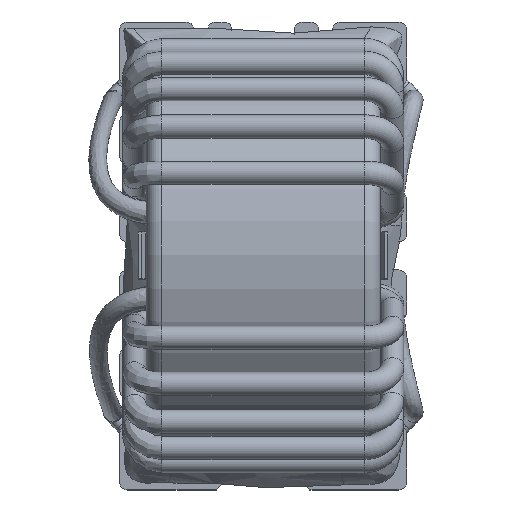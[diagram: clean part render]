
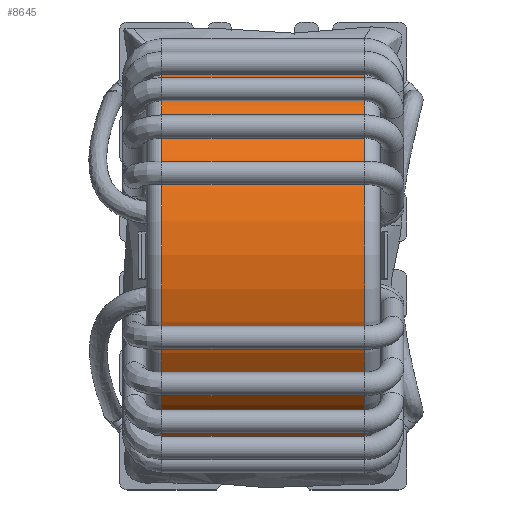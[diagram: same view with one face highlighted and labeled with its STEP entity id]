
A CAD part, top view. The second image highlights one B-rep face of the part: STEP entity #8645.
In plain terms, the highlighted cylindrical face has radius 12.5 mm (diameter 25 mm), a full revolution.
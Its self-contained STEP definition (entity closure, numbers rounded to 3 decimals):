
#345=CYLINDRICAL_SURFACE('',#9313,12.5);
#2498=ORIENTED_EDGE('',*,*,#3366,.F.);
#2499=ORIENTED_EDGE('',*,*,#3363,.T.);
#3363=EDGE_CURVE('',#3948,#3948,#4299,.T.);
#3366=EDGE_CURVE('',#3951,#3951,#4302,.T.);
#3948=VERTEX_POINT('',#20892);
#3951=VERTEX_POINT('',#20899);
#4299=CIRCLE('',#9300,12.5);
#4302=CIRCLE('',#9304,12.5);
#4821=EDGE_LOOP('',(#2498));
#4822=EDGE_LOOP('',(#2499));
#5431=FACE_BOUND('',#4821,.T.);
#5432=FACE_BOUND('',#4822,.T.);
#8645=ADVANCED_FACE('',(#5431,#5432),#345,.T.);
#9300=AXIS2_PLACEMENT_3D('',#20891,#10901,#10902);
#9304=AXIS2_PLACEMENT_3D('',#20898,#10909,#10910);
#9313=AXIS2_PLACEMENT_3D('',#20912,#10927,#10928);
#10901=DIRECTION('',(0.,1.,0.));
#10902=DIRECTION('',(0.,0.,1.));
#10909=DIRECTION('',(0.,1.,0.));
#10910=DIRECTION('',(0.,0.,1.));
#10927=DIRECTION('',(0.,1.,0.));
#10928=DIRECTION('',(0.,0.,1.));
#20891=CARTESIAN_POINT('',(0.,-6.5,19.5));
#20892=CARTESIAN_POINT('',(0.,-6.5,32.));
#20898=CARTESIAN_POINT('',(0.,6.5,19.5));
#20899=CARTESIAN_POINT('',(0.,6.5,32.));
#20912=CARTESIAN_POINT('',(0.,-7.5,19.5));
